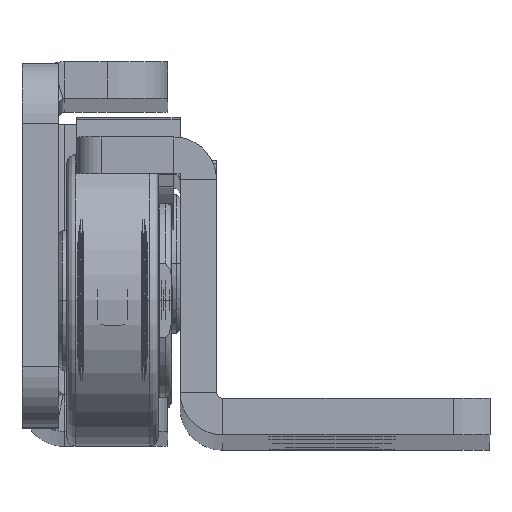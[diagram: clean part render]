
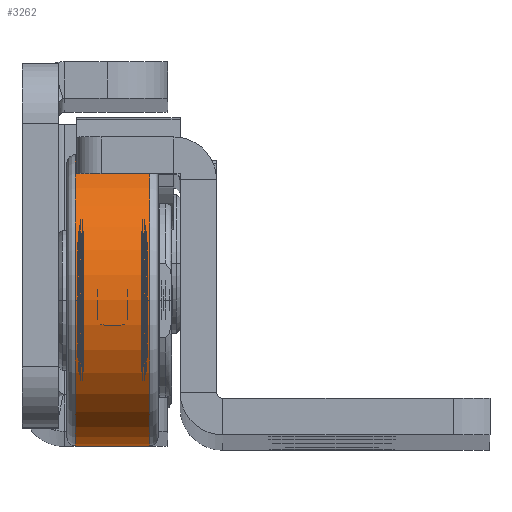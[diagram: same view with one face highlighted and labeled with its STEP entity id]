
A CAD part, top view. The second image highlights one B-rep face of the part: STEP entity #3262.
In plain terms, the highlighted cylindrical face has radius 12 mm (diameter 24 mm), a partial arc.
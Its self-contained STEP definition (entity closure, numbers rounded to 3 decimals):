
#493 = EDGE_CURVE ( 'NONE', #12212, #14808, #3333, .T. ) ;
#692 = AXIS2_PLACEMENT_3D ( 'NONE', #6837, #2262, #10530 ) ;
#1719 = CIRCLE ( 'NONE', #692, 12. ) ;
#1860 = CARTESIAN_POINT ( 'NONE',  ( 3.05, -12., 0. ) ) ;
#1867 = CIRCLE ( 'NONE', #9910, 12. ) ;
#1935 = DIRECTION ( 'NONE',  ( -1., 0., 0. ) ) ;
#2262 = DIRECTION ( 'NONE',  ( 1., 0., 0. ) ) ;
#3262 = ADVANCED_FACE ( 'NONE', ( #13592 ), #8260, .T. ) ;
#3289 = ORIENTED_EDGE ( 'NONE', *, *, #493, .F. ) ;
#3303 = VERTEX_POINT ( 'NONE', #1860 ) ;
#3333 = LINE ( 'NONE', #9538, #9624 ) ;
#4031 = ORIENTED_EDGE ( 'NONE', *, *, #12767, .T. ) ;
#6522 = DIRECTION ( 'NONE',  ( 0., -1., 0. ) ) ;
#6616 = EDGE_LOOP ( 'NONE', ( #3289, #4031, #7747, #15250 ) ) ;
#6837 = CARTESIAN_POINT ( 'NONE',  ( -3.05, 0., 0. ) ) ;
#7747 = ORIENTED_EDGE ( 'NONE', *, *, #9877, .T. ) ;
#8260 = CYLINDRICAL_SURFACE ( 'NONE', #13318, 12. ) ;
#8407 = EDGE_CURVE ( 'NONE', #9989, #14808, #1719, .T. ) ;
#8579 = CARTESIAN_POINT ( 'NONE',  ( -3.05, 12., 0. ) ) ;
#9218 = CARTESIAN_POINT ( 'NONE',  ( -3.05, -12., 0. ) ) ;
#9538 = CARTESIAN_POINT ( 'NONE',  ( -3.75, 12., 0. ) ) ;
#9624 = VECTOR ( 'NONE', #11669, 1000. ) ;
#9877 = EDGE_CURVE ( 'NONE', #3303, #9989, #12682, .T. ) ;
#9910 = AXIS2_PLACEMENT_3D ( 'NONE', #10696, #11866, #15319 ) ;
#9989 = VERTEX_POINT ( 'NONE', #9218 ) ;
#10530 = DIRECTION ( 'NONE',  ( 0., 1., 0. ) ) ;
#10696 = CARTESIAN_POINT ( 'NONE',  ( 3.05, 0., 0. ) ) ;
#11669 = DIRECTION ( 'NONE',  ( -1., 0., 0. ) ) ;
#11866 = DIRECTION ( 'NONE',  ( -1., 0., 0. ) ) ;
#12079 = CARTESIAN_POINT ( 'NONE',  ( 3.05, 12., 0. ) ) ;
#12212 = VERTEX_POINT ( 'NONE', #12079 ) ;
#12533 = CARTESIAN_POINT ( 'NONE',  ( -3.75, -12., 0. ) ) ;
#12682 = LINE ( 'NONE', #12533, #13645 ) ;
#12767 = EDGE_CURVE ( 'NONE', #12212, #3303, #1867, .T. ) ;
#13318 = AXIS2_PLACEMENT_3D ( 'NONE', #13737, #1935, #6522 ) ;
#13592 = FACE_OUTER_BOUND ( 'NONE', #6616, .T. ) ;
#13645 = VECTOR ( 'NONE', #13858, 1000. ) ;
#13737 = CARTESIAN_POINT ( 'NONE',  ( -3.75, 0., 0. ) ) ;
#13858 = DIRECTION ( 'NONE',  ( -1., 0., 0. ) ) ;
#14808 = VERTEX_POINT ( 'NONE', #8579 ) ;
#15250 = ORIENTED_EDGE ( 'NONE', *, *, #8407, .T. ) ;
#15319 = DIRECTION ( 'NONE',  ( 0., -1., 0. ) ) ;
